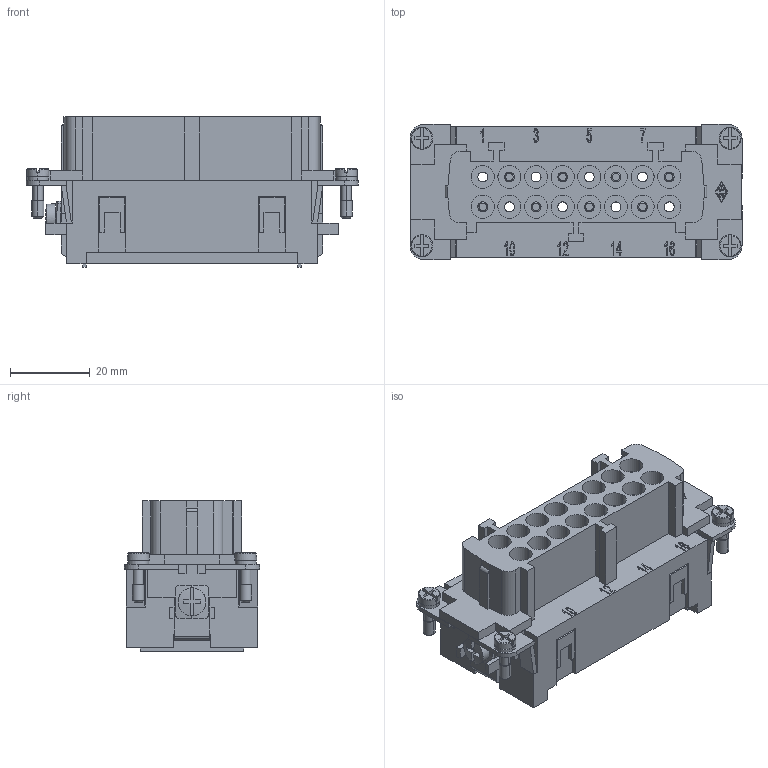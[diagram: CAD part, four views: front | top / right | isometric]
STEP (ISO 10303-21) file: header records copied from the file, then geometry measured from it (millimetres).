
FILE_DESCRIPTION((''),'2;1');
FILE_NAME('CMCEF 06.stp','2006-10-31T16:00:45',('gembarski'),(''),'Autodesk Inventor 7','Autodesk Inventor 7','');
FILE_SCHEMA(('AUTOMOTIVE_DESIGN { 1 0 10303 214 1 1 1 1 }'));
Length unit declared in the file: millimetre
Products named in the file (1): CMCEF 06
Bounding box: 83.5 x 34 x 37.8 mm (x, y, z)
Volume: 54326.1 mm3; surface area: 23695 mm2
Topology: 2 solids, 2 shells, 1019 faces, 2710 edges, 1789 vertices
Faces by surface type: plane 455, bspline 438, cylinder 94, torus 24, sphere 4, cone 4
Entity records: 34138 total; most frequent: CARTESIAN_POINT 10125, ORIENTED_EDGE 5424, DIRECTION 4137, EDGE_CURVE 2712, VECTOR 1859, LINE 1859, VERTEX_POINT 1789, EDGE_LOOP 1153
